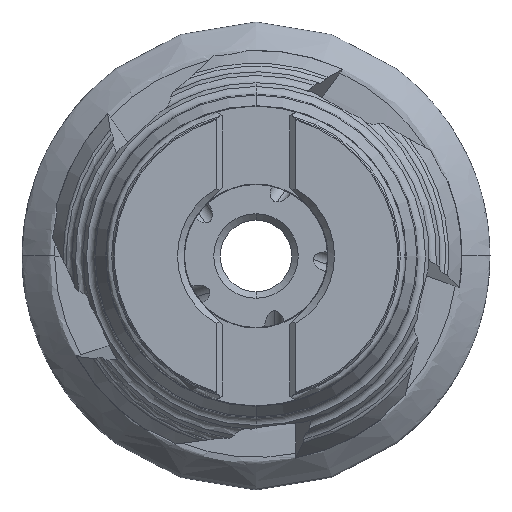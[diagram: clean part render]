
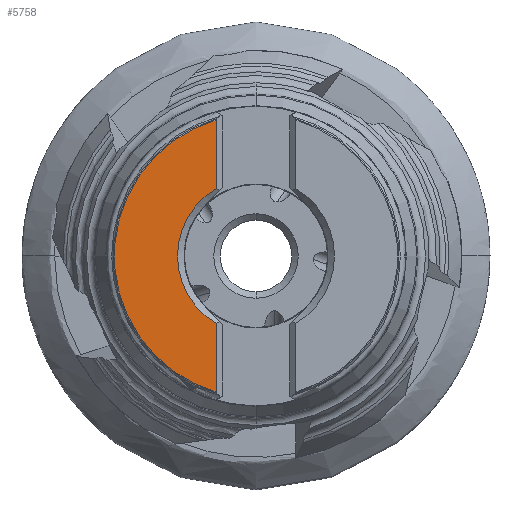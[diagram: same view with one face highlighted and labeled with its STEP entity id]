
A CAD part, left-side view. The second image highlights one B-rep face of the part: STEP entity #5758.
In plain terms, the highlighted planar face has unit normal (-1, 0, 0).
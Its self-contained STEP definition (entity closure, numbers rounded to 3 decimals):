
#54 = CARTESIAN_POINT ( 'NONE',  ( -39.104, 6.15, 20.904 ) ) ;
#107 = LINE ( 'NONE', #702, #3823 ) ;
#404 = AXIS2_PLACEMENT_3D ( 'NONE', #6847, #3078, #6905 ) ;
#592 = CARTESIAN_POINT ( 'NONE',  ( -39.104, 6.15, 0. ) ) ;
#661 = DIRECTION ( 'NONE',  ( 0., 0., -1. ) ) ;
#702 = CARTESIAN_POINT ( 'NONE',  ( -39.104, 6.15, 0. ) ) ;
#1282 = CARTESIAN_POINT ( 'NONE',  ( -39.104, 6.15, -10.391 ) ) ;
#1842 = ORIENTED_EDGE ( 'NONE', *, *, #2877, .F. ) ;
#2364 = VERTEX_POINT ( 'NONE', #6393 ) ;
#2877 = EDGE_CURVE ( 'NONE', #3609, #6205, #5017, .T. ) ;
#2971 = VECTOR ( 'NONE', #3624, 1000. ) ;
#3078 = DIRECTION ( 'NONE',  ( -1., 0., 0. ) ) ;
#3215 = AXIS2_PLACEMENT_3D ( 'NONE', #5142, #7519, #661 ) ;
#3396 = EDGE_CURVE ( 'NONE', #2364, #3609, #5172, .T. ) ;
#3609 = VERTEX_POINT ( 'NONE', #54 ) ;
#3624 = DIRECTION ( 'NONE',  ( 0., 0., -1. ) ) ;
#3823 = VECTOR ( 'NONE', #5154, 1000. ) ;
#4107 = FACE_OUTER_BOUND ( 'NONE', #5236, .T. ) ;
#4205 = EDGE_CURVE ( 'NONE', #5761, #6205, #6407, .T. ) ;
#4867 = DIRECTION ( 'NONE',  ( 0., 0., -1. ) ) ;
#5017 = LINE ( 'NONE', #592, #2971 ) ;
#5130 = EDGE_CURVE ( 'NONE', #5761, #2364, #107, .T. ) ;
#5142 = CARTESIAN_POINT ( 'NONE',  ( -39.104, 0., 0. ) ) ;
#5154 = DIRECTION ( 'NONE',  ( 0., 0., -1. ) ) ;
#5172 = CIRCLE ( 'NONE', #6795, 21.79 ) ;
#5215 = ORIENTED_EDGE ( 'NONE', *, *, #5130, .F. ) ;
#5236 = EDGE_LOOP ( 'NONE', ( #1842, #6459, #5215, #5811 ) ) ;
#5515 = DIRECTION ( 'NONE',  ( 1., 0., 0. ) ) ;
#5758 = ADVANCED_FACE ( 'NONE', ( #4107 ), #6292, .T. ) ;
#5761 = VERTEX_POINT ( 'NONE', #1282 ) ;
#5811 = ORIENTED_EDGE ( 'NONE', *, *, #4205, .T. ) ;
#6205 = VERTEX_POINT ( 'NONE', #7076 ) ;
#6292 = PLANE ( 'NONE',  #404 ) ;
#6393 = CARTESIAN_POINT ( 'NONE',  ( -39.104, 6.15, -20.904 ) ) ;
#6407 = CIRCLE ( 'NONE', #3215, 12.075 ) ;
#6459 = ORIENTED_EDGE ( 'NONE', *, *, #3396, .F. ) ;
#6795 = AXIS2_PLACEMENT_3D ( 'NONE', #7404, #5515, #4867 ) ;
#6847 = CARTESIAN_POINT ( 'NONE',  ( -39.104, 21.79, 0. ) ) ;
#6905 = DIRECTION ( 'NONE',  ( 0., 0., 1. ) ) ;
#7076 = CARTESIAN_POINT ( 'NONE',  ( -39.104, 6.15, 10.391 ) ) ;
#7404 = CARTESIAN_POINT ( 'NONE',  ( -39.104, 0., 0. ) ) ;
#7519 = DIRECTION ( 'NONE',  ( 1., 0., 0. ) ) ;
